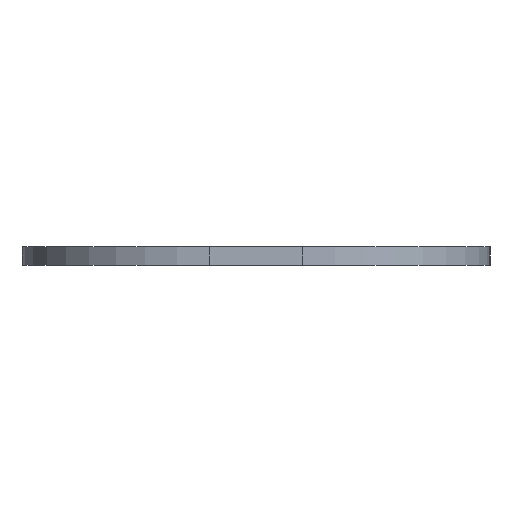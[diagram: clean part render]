
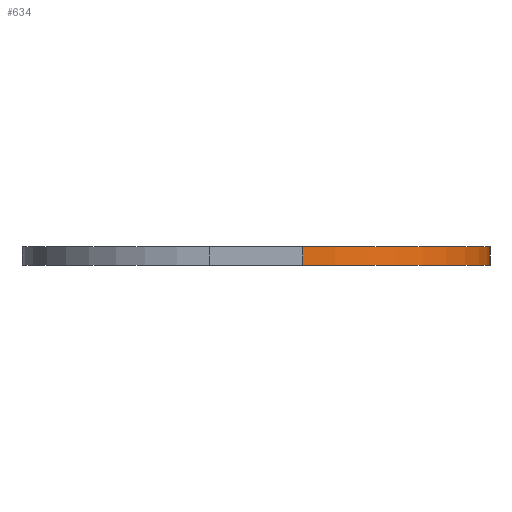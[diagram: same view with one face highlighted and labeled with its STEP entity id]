
A CAD part, left-side view. The second image highlights one B-rep face of the part: STEP entity #634.
In plain terms, the highlighted cylindrical face has radius 10 mm (diameter 20 mm), a partial arc.
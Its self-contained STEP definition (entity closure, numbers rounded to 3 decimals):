
#4 = CARTESIAN_POINT ( 'NONE',  ( -190., -12.5, 1. ) ) ;
#35 = DIRECTION ( 'NONE',  ( 0., 0., 1. ) ) ;
#69 = EDGE_LOOP ( 'NONE', ( #812, #870, #514, #357 ) ) ;
#73 = DIRECTION ( 'NONE',  ( 0., 0., -1. ) ) ;
#111 = EDGE_CURVE ( 'NONE', #220, #662, #730, .T. ) ;
#141 = CIRCLE ( 'NONE', #803, 10. ) ;
#179 = AXIS2_PLACEMENT_3D ( 'NONE', #477, #496, #656 ) ;
#188 = EDGE_CURVE ( 'NONE', #882, #220, #1035, .T. ) ;
#199 = CARTESIAN_POINT ( 'NONE',  ( -190., -2.5, 1. ) ) ;
#206 = VERTEX_POINT ( 'NONE', #621 ) ;
#220 = VERTEX_POINT ( 'NONE', #707 ) ;
#231 = FACE_OUTER_BOUND ( 'NONE', #69, .T. ) ;
#249 = CYLINDRICAL_SURFACE ( 'NONE', #179, 10. ) ;
#254 = EDGE_CURVE ( 'NONE', #882, #206, #141, .T. ) ;
#276 = DIRECTION ( 'NONE',  ( 1., 0., 0. ) ) ;
#357 = ORIENTED_EDGE ( 'NONE', *, *, #188, .T. ) ;
#477 = CARTESIAN_POINT ( 'NONE',  ( -190., -2.5, 1. ) ) ;
#496 = DIRECTION ( 'NONE',  ( 0., 0., -1. ) ) ;
#504 = DIRECTION ( 'NONE',  ( 0., 0., 1. ) ) ;
#507 = VECTOR ( 'NONE', #73, 1000. ) ;
#514 = ORIENTED_EDGE ( 'NONE', *, *, #254, .F. ) ;
#519 = CARTESIAN_POINT ( 'NONE',  ( -200., -2.5, 1. ) ) ;
#587 = VECTOR ( 'NONE', #857, 1000. ) ;
#621 = CARTESIAN_POINT ( 'NONE',  ( -190., -12.5, 1. ) ) ;
#634 = ADVANCED_FACE ( 'NONE', ( #231 ), #249, .T. ) ;
#641 = EDGE_CURVE ( 'NONE', #206, #662, #820, .T. ) ;
#656 = DIRECTION ( 'NONE',  ( -1., 0., 0. ) ) ;
#661 = CARTESIAN_POINT ( 'NONE',  ( -190., -12.5, 0. ) ) ;
#662 = VERTEX_POINT ( 'NONE', #661 ) ;
#676 = CARTESIAN_POINT ( 'NONE',  ( -190., -2.5, 0. ) ) ;
#696 = AXIS2_PLACEMENT_3D ( 'NONE', #676, #504, #846 ) ;
#707 = CARTESIAN_POINT ( 'NONE',  ( -200., -2.5, 0. ) ) ;
#730 = CIRCLE ( 'NONE', #696, 10. ) ;
#803 = AXIS2_PLACEMENT_3D ( 'NONE', #199, #35, #276 ) ;
#812 = ORIENTED_EDGE ( 'NONE', *, *, #111, .T. ) ;
#820 = LINE ( 'NONE', #4, #507 ) ;
#846 = DIRECTION ( 'NONE',  ( 1., 0., 0. ) ) ;
#857 = DIRECTION ( 'NONE',  ( 0., 0., -1. ) ) ;
#870 = ORIENTED_EDGE ( 'NONE', *, *, #641, .F. ) ;
#882 = VERTEX_POINT ( 'NONE', #952 ) ;
#952 = CARTESIAN_POINT ( 'NONE',  ( -200., -2.5, 1. ) ) ;
#1035 = LINE ( 'NONE', #519, #587 ) ;
